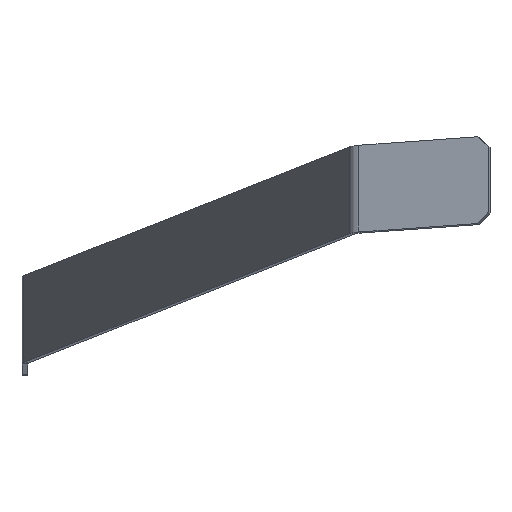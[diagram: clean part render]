
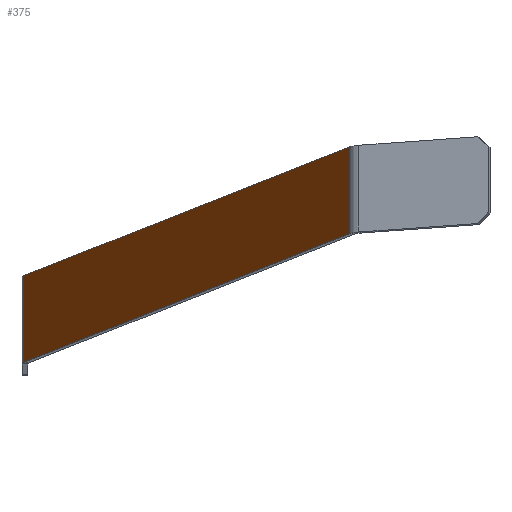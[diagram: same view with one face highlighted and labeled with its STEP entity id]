
A CAD part, top view. The second image highlights one B-rep face of the part: STEP entity #375.
In plain terms, the highlighted planar face has unit normal (-0.895, 0.087, 0.438).
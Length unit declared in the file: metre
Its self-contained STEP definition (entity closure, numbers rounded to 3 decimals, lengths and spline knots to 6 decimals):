
#99=ORIENTED_EDGE('',*,*,#170,.T.);
#100=ORIENTED_EDGE('',*,*,#175,.F.);
#101=ORIENTED_EDGE('',*,*,#166,.F.);
#102=ORIENTED_EDGE('',*,*,#176,.T.);
#166=EDGE_CURVE('',#205,#207,#242,.T.);
#170=EDGE_CURVE('',#211,#209,#246,.T.);
#175=EDGE_CURVE('',#207,#209,#251,.T.);
#176=EDGE_CURVE('',#205,#211,#252,.F.);
#205=VERTEX_POINT('',#606);
#207=VERTEX_POINT('',#609);
#209=VERTEX_POINT('',#615);
#211=VERTEX_POINT('',#618);
#242=LINE('',#608,#282);
#246=LINE('',#617,#286);
#251=LINE('',#626,#291);
#252=LINE('',#627,#292);
#282=VECTOR('',#492,1.);
#286=VECTOR('',#498,1.);
#291=VECTOR('',#507,1.);
#292=VECTOR('',#508,1.);
#308=EDGE_LOOP('',(#99,#100,#101,#102));
#332=FACE_BOUND('',#308,.T.);
#355=PLANE('',#414);
#375=ADVANCED_FACE('',(#332),#355,.F.);
#414=AXIS2_PLACEMENT_3D('',#625,#505,#506);
#492=DIRECTION('',(0.447,0.175,0.877));
#498=DIRECTION('',(0.447,0.175,0.877));
#505=DIRECTION('',(0.895,-0.087,-0.438));
#506=DIRECTION('',(-0.44,0.,-0.898));
#507=DIRECTION('',(0.,-0.981,0.196));
#508=DIRECTION('',(0.,0.981,-0.196));
#606=CARTESIAN_POINT('',(-0.140786,0.281586,-0.040613));
#608=CARTESIAN_POINT('',(-0.094114,0.299876,0.051011));
#609=CARTESIAN_POINT('',(-0.047248,0.318243,0.143017));
#615=CARTESIAN_POINT('',(-0.047248,0.293334,0.147989));
#617=CARTESIAN_POINT('',(-0.094114,0.274968,0.055984));
#618=CARTESIAN_POINT('',(-0.140786,0.256677,-0.035641));
#625=CARTESIAN_POINT('',(-0.094114,0.299876,0.051011));
#626=CARTESIAN_POINT('',(-0.047248,0.318243,0.143017));
#627=CARTESIAN_POINT('',(-0.140786,0.281586,-0.040613));
